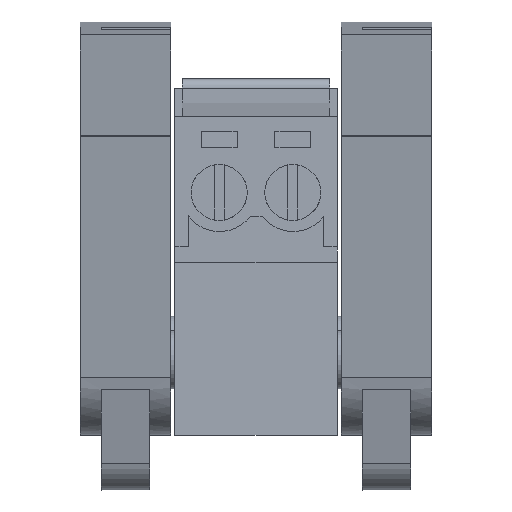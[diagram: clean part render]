
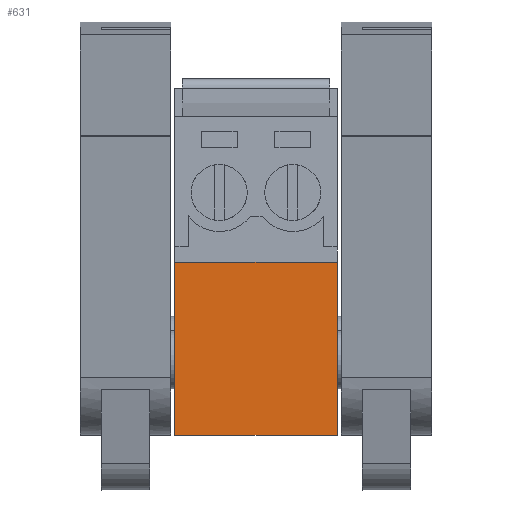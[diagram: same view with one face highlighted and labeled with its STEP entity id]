
A CAD part, front view. The second image highlights one B-rep face of the part: STEP entity #631.
In plain terms, the highlighted planar face has unit normal (0, -1, 0).
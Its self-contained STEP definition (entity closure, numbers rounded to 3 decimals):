
#611=AXIS2_PLACEMENT_3D('Plane Axis2P3D',#608,#609,#610) ;
#63=CARTESIAN_POINT('Vertex',(4.9,5.036,2.846)) ;
#66=CARTESIAN_POINT('Line Origine',(4.9,5.036,7.321)) ;
#70=CARTESIAN_POINT('Vertex',(4.9,5.036,11.796)) ;
#361=CARTESIAN_POINT('Line Origine',(9.105,5.036,2.846)) ;
#365=CARTESIAN_POINT('Vertex',(13.31,5.036,2.846)) ;
#608=CARTESIAN_POINT('Axis2P3D Location',(20.93,5.036,11.796)) ;
#613=CARTESIAN_POINT('Line Origine',(9.105,5.036,11.796)) ;
#617=CARTESIAN_POINT('Vertex',(13.31,5.036,11.796)) ;
#620=CARTESIAN_POINT('Line Origine',(13.31,5.036,7.321)) ;
#67=DIRECTION('Vector Direction',(0.,0.,-1.)) ;
#362=DIRECTION('Vector Direction',(-1.,0.,0.)) ;
#609=DIRECTION('Axis2P3D Direction',(0.,1.,0.)) ;
#610=DIRECTION('Axis2P3D XDirection',(0.,0.,-1.)) ;
#614=DIRECTION('Vector Direction',(-1.,0.,0.)) ;
#621=DIRECTION('Vector Direction',(0.,0.,-1.)) ;
#68=VECTOR('Line Direction',#67,1.) ;
#363=VECTOR('Line Direction',#362,1.) ;
#615=VECTOR('Line Direction',#614,1.) ;
#622=VECTOR('Line Direction',#621,1.) ;
#626=ORIENTED_EDGE('',*,*,#619,.T.) ;
#627=ORIENTED_EDGE('',*,*,#72,.T.) ;
#628=ORIENTED_EDGE('',*,*,#367,.F.) ;
#629=ORIENTED_EDGE('',*,*,#624,.F.) ;
#631=ADVANCED_FACE('HOUSING',(#630),#612,.F.) ;
#72=EDGE_CURVE('',#71,#64,#69,.T.) ;
#367=EDGE_CURVE('',#366,#64,#364,.T.) ;
#619=EDGE_CURVE('',#618,#71,#616,.T.) ;
#624=EDGE_CURVE('',#618,#366,#623,.T.) ;
#625=EDGE_LOOP('',(#626,#627,#628,#629)) ;
#630=FACE_OUTER_BOUND('',#625,.T.) ;
#69=LINE('Line',#66,#68) ;
#364=LINE('Line',#361,#363) ;
#616=LINE('Line',#613,#615) ;
#623=LINE('Line',#620,#622) ;
#612=PLANE('',#611) ;
#64=VERTEX_POINT('',#63) ;
#71=VERTEX_POINT('',#70) ;
#366=VERTEX_POINT('',#365) ;
#618=VERTEX_POINT('',#617) ;
